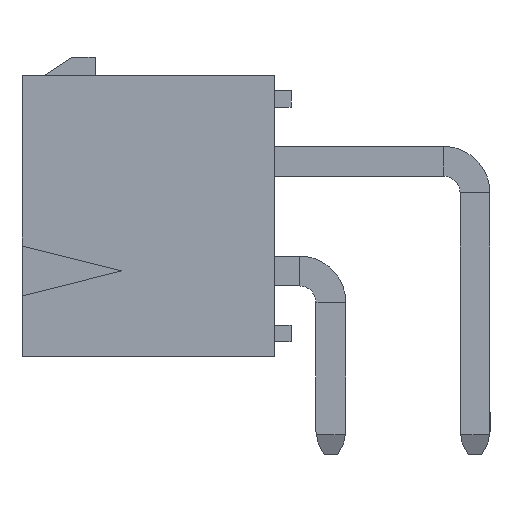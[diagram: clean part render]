
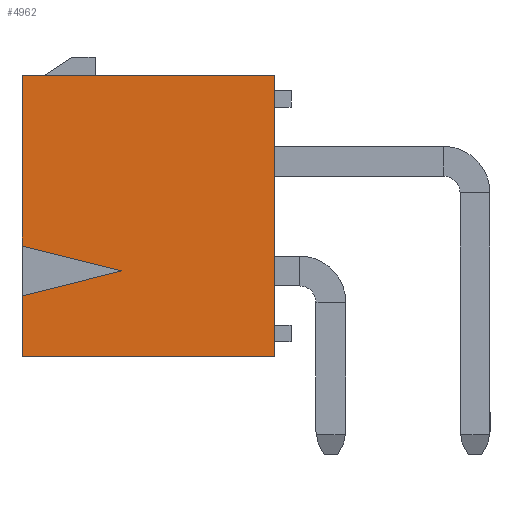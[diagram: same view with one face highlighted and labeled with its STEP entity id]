
A CAD part, left-side view. The second image highlights one B-rep face of the part: STEP entity #4962.
In plain terms, the highlighted planar face has unit normal (-1, 0, 0).
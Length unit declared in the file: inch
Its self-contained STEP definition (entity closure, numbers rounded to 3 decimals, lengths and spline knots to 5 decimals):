
#1 = VERTEX_POINT ( 'NONE', #9213 ) ;
#3 = EDGE_CURVE ( 'NONE', #1, #501, #9212, .T. ) ;
#51 = VERTEX_POINT ( 'NONE', #9271 ) ;
#501 = VERTEX_POINT ( 'NONE', #10000 ) ;
#3141 = CARTESIAN_POINT ( 'NONE',  ( -0.35625, -0.19, 0.212 ) ) ;
#3414 = CARTESIAN_POINT ( 'NONE',  ( -0.35625, 0.19, 0.212 ) ) ;
#3415 = CARTESIAN_POINT ( 'NONE',  ( -0.35625, 0.19, -0.045 ) ) ;
#3457 = DIRECTION ( 'NONE',  ( 0., 0., 1. ) ) ;
#3458 = VECTOR ( 'NONE', #3457, 39.37008 ) ;
#3459 = CARTESIAN_POINT ( 'NONE',  ( -0.35625, 0.19, -0.189 ) ) ;
#3460 = LINE ( 'NONE', #3459, #3458 ) ;
#3500 = DIRECTION ( 'NONE',  ( 0., 0., 1. ) ) ;
#3501 = VECTOR ( 'NONE', #3500, 39.37008 ) ;
#3502 = CARTESIAN_POINT ( 'NONE',  ( -0.35625, -0.19, -0.189 ) ) ;
#3503 = LINE ( 'NONE', #3502, #3501 ) ;
#4962 = ADVANCED_FACE ( 'NONE', ( #11289 ), #11288, .F. ) ;
#4963 = EDGE_LOOP ( 'NONE', ( #4964, #4967, #4969, #4970, #4972, #4973, #5030 ) ) ;
#4964 = ORIENTED_EDGE ( 'NONE', *, *, #4965, .F. ) ;
#4965 = EDGE_CURVE ( 'NONE', #4966, #15745, #11283, .T. ) ;
#4966 = VERTEX_POINT ( 'NONE', #11279 ) ;
#4967 = ORIENTED_EDGE ( 'NONE', *, *, #4968, .F. ) ;
#4968 = EDGE_CURVE ( 'NONE', #501, #4966, #11278, .T. ) ;
#4969 = ORIENTED_EDGE ( 'NONE', *, *, #3, .F. ) ;
#4970 = ORIENTED_EDGE ( 'NONE', *, *, #4971, .F. ) ;
#4971 = EDGE_CURVE ( 'NONE', #51, #1, #11340, .T. ) ;
#4972 = ORIENTED_EDGE ( 'NONE', *, *, #15797, .T. ) ;
#4973 = ORIENTED_EDGE ( 'NONE', *, *, #5029, .T. ) ;
#5029 = EDGE_CURVE ( 'NONE', #15549, #15746, #11426, .T. ) ;
#5030 = ORIENTED_EDGE ( 'NONE', *, *, #15752, .F. ) ;
#9209 = DIRECTION ( 'NONE',  ( 0., 0., 1. ) ) ;
#9210 = VECTOR ( 'NONE', #9209, 39.37008 ) ;
#9211 = CARTESIAN_POINT ( 'NONE',  ( -0.35625, 0.19, -0.189 ) ) ;
#9212 = LINE ( 'NONE', #9211, #9210 ) ;
#9213 = CARTESIAN_POINT ( 'NONE',  ( -0.35625, 0.19, -0.212 ) ) ;
#9271 = CARTESIAN_POINT ( 'NONE',  ( -0.35625, -0.19, -0.212 ) ) ;
#10000 = CARTESIAN_POINT ( 'NONE',  ( -0.35625, 0.19, -0.12 ) ) ;
#11275 = DIRECTION ( 'NONE',  ( 0., -0.97, 0.243 ) ) ;
#11276 = VECTOR ( 'NONE', #11275, 39.37008 ) ;
#11277 = CARTESIAN_POINT ( 'NONE',  ( -0.35625, 0.04, -0.0825 ) ) ;
#11278 = LINE ( 'NONE', #11277, #11276 ) ;
#11279 = CARTESIAN_POINT ( 'NONE',  ( -0.35625, 0.04, -0.0825 ) ) ;
#11280 = DIRECTION ( 'NONE',  ( 0., 0.97, 0.243 ) ) ;
#11281 = VECTOR ( 'NONE', #11280, 39.37008 ) ;
#11282 = CARTESIAN_POINT ( 'NONE',  ( -0.35625, 0.19, -0.045 ) ) ;
#11283 = LINE ( 'NONE', #11282, #11281 ) ;
#11284 = DIRECTION ( 'NONE',  ( 0., 0., -1. ) ) ;
#11285 = DIRECTION ( 'NONE',  ( 1., 0., 0. ) ) ;
#11286 = CARTESIAN_POINT ( 'NONE',  ( -0.35625, 0.19, -0.189 ) ) ;
#11287 = AXIS2_PLACEMENT_3D ( 'NONE', #11286, #11285, #11284 ) ;
#11288 = PLANE ( 'NONE',  #11287 ) ;
#11289 = FACE_OUTER_BOUND ( 'NONE', #4963, .T. ) ;
#11337 = DIRECTION ( 'NONE',  ( 0., 1., 0. ) ) ;
#11338 = VECTOR ( 'NONE', #11337, 39.37008 ) ;
#11339 = CARTESIAN_POINT ( 'NONE',  ( -0.35625, -0.19, -0.212 ) ) ;
#11340 = LINE ( 'NONE', #11339, #11338 ) ;
#11423 = DIRECTION ( 'NONE',  ( 0., 1., 0. ) ) ;
#11424 = VECTOR ( 'NONE', #11423, 39.37008 ) ;
#11425 = CARTESIAN_POINT ( 'NONE',  ( -0.35625, -0.19, 0.212 ) ) ;
#11426 = LINE ( 'NONE', #11425, #11424 ) ;
#15549 = VERTEX_POINT ( 'NONE', #3141 ) ;
#15745 = VERTEX_POINT ( 'NONE', #3415 ) ;
#15746 = VERTEX_POINT ( 'NONE', #3414 ) ;
#15752 = EDGE_CURVE ( 'NONE', #15745, #15746, #3460, .T. ) ;
#15797 = EDGE_CURVE ( 'NONE', #51, #15549, #3503, .T. ) ;
